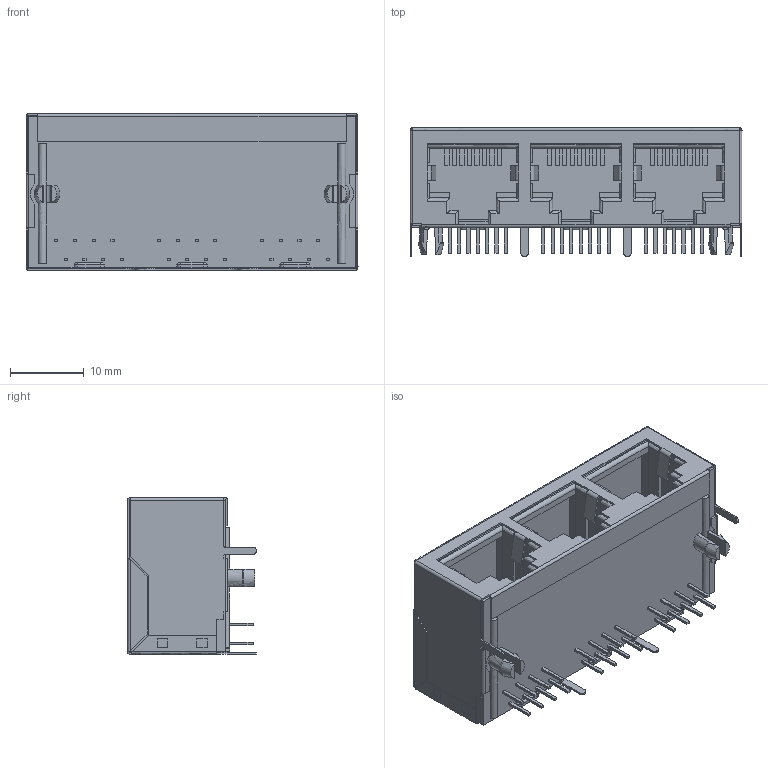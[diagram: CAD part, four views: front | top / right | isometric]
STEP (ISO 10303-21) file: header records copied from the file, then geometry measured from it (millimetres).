
FILE_DESCRIPTION(/* description */ ('STEP AP214'),/* implementation_level */ '2;1');
FILE_NAME(/* name */ '09455511123',/* time_stamp */ '2024-10-22T05:33:06+02:00',/* author */ ('License CC BY-ND 4.0'),/* organization */ ('CADENAS'),/* preprocessor_version */ 'ST-DEVELOPER v19.3',/* originating_system */ 'PARTsolutions',/* authorisation */ ' ');
FILE_SCHEMA (('AUTOMOTIVE_DESIGN {1 0 10303 214 3 1 1}'));
Length unit declared in the file: millimetre
Products named in the file (3): 09455511123; 09455511123_PART1; 09455511123_PART2
Assembly tree (2 placements, depth 2):
  09455511123
    09455511123_PART1
    09455511123_PART2
Bounding box: 45.09 x 17.5 x 21.27 mm (x, y, z)
Volume: 8387.3 mm3; surface area: 11071.2 mm2
Topology: 2 solids, 2 shells, 679 faces, 1821 edges, 1170 vertices
Faces by surface type: plane 547, bspline 132
Entity records: 24845 total; most frequent: CARTESIAN_POINT 5167, ORIENTED_EDGE 3642, DIRECTION 3053, EDGE_CURVE 1821, LINE 1577, VECTOR 1577, VERTEX_POINT 1170, AXIS2_PLACEMENT_3D 738
